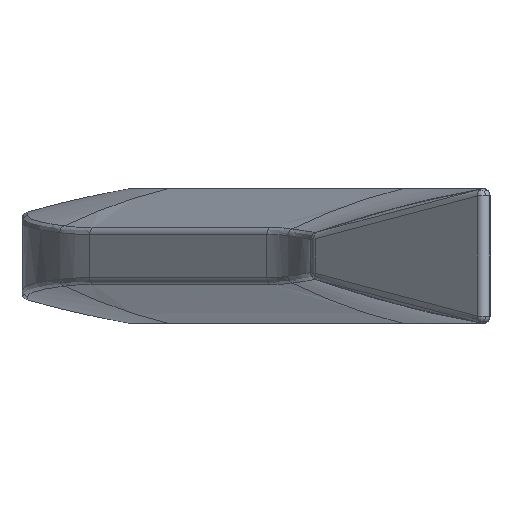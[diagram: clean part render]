
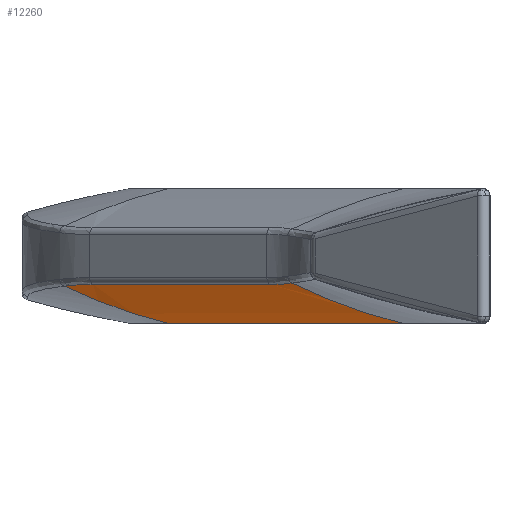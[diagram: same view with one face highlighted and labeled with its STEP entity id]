
A CAD part, left-side view. The second image highlights one B-rep face of the part: STEP entity #12260.
In plain terms, the highlighted cylindrical face has radius 68.618 mm (diameter 137.235 mm), a partial arc.
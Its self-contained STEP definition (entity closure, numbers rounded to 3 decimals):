
#10560=CARTESIAN_POINT('',(-54.419,-1.581,
62.961));
#10570=DIRECTION('',(-0.707,-0.707,0.));
#10580=DIRECTION('',(0.,0.,-1.));
#10590=AXIS2_PLACEMENT_3D('',#10560,#10570,#10580);
#10600=CIRCLE('',#10590,68.618);
#10610=CARTESIAN_POINT('',(-70.296,14.296,
-1.879));
#10620=VERTEX_POINT('',#10610);
#10630=CARTESIAN_POINT('',(-62.607,6.607,
-4.673));
#10640=VERTEX_POINT('',#10630);
#10650=EDGE_CURVE('',#10620,#10640,#10600,.T.);
#11770=CARTESIAN_POINT('',(-38.201,14.636,
62.961));
#11780=DIRECTION('',(-0.707,-0.707,0.));
#11790=DIRECTION('',(0.707,-0.707,0.));
#11800=AXIS2_PLACEMENT_3D('',#11770,#11780,#11790);
#11810=CYLINDRICAL_SURFACE('',#11800,68.618);
#11820=CARTESIAN_POINT('',(-56.133,28.074,
-1.973));
#11830=CARTESIAN_POINT('',(-55.375,28.832,
-1.973));
#11840=CARTESIAN_POINT('',(-54.548,29.503,
-2.011));
#11850=CARTESIAN_POINT('',(-53.652,30.087,
-2.085));
#11860=B_SPLINE_CURVE_WITH_KNOTS('',3,(#11820,#11830,#11840,#11850),
.UNSPECIFIED.,.F.,.F.,(4,4),(0.,0.003),.UNSPECIFIED.);
#11870=CARTESIAN_POINT('',(-56.133,28.074,
-1.973));
#11880=VERTEX_POINT('',#11870);
#11890=CARTESIAN_POINT('',(-53.652,30.087,
-2.085));
#11900=VERTEX_POINT('',#11890);
#11910=EDGE_CURVE('',#11880,#11900,#11860,.T.);
#11920=ORIENTED_EDGE('',*,*,#11910,.T.);
#11930=CARTESIAN_POINT('',(-53.887,30.321,
-1.973));
#11940=DIRECTION('',(0.707,0.707,0.));
#11950=VECTOR('',#11940,1000.);
#11960=LINE('',#11930,#11950);
#11970=CARTESIAN_POINT('',(-68.397,15.811,
-1.973));
#11980=VERTEX_POINT('',#11970);
#11990=EDGE_CURVE('',#11980,#11880,#11960,.T.);
#12000=ORIENTED_EDGE('',*,*,#11990,.T.);
#12010=CARTESIAN_POINT('',(-70.296,14.296,
-1.879));
#12020=CARTESIAN_POINT('',(-69.607,14.729,
-1.942));
#12030=CARTESIAN_POINT('',(-68.974,15.234,
-1.973));
#12040=CARTESIAN_POINT('',(-68.397,15.811,
-1.973));
#12050=B_SPLINE_CURVE_WITH_KNOTS('',3,(#12010,#12020,#12030,#12040),
.UNSPECIFIED.,.F.,.F.,(4,4),(0.,0.002),
.UNSPECIFIED.);
#12060=EDGE_CURVE('',#10620,#11980,#12050,.T.);
#12070=ORIENTED_EDGE('',*,*,#12060,.T.);
#12080=ORIENTED_EDGE('',*,*,#10650,.F.);
#12090=CARTESIAN_POINT('',(-46.39,22.825,
-4.673));
#12100=DIRECTION('',(-0.707,-0.707,0.));
#12110=VECTOR('',#12100,1000.);
#12120=LINE('',#12090,#12110);
#12130=CARTESIAN_POINT('',(-46.39,22.825,
-4.673));
#12140=VERTEX_POINT('',#12130);
#12150=EDGE_CURVE('',#12140,#10640,#12120,.T.);
#12160=ORIENTED_EDGE('',*,*,#12150,.T.);
#12170=CARTESIAN_POINT('',(-38.201,14.636,
62.961));
#12180=DIRECTION('',(-0.707,-0.707,0.));
#12190=DIRECTION('',(0.,0.,-1.));
#12200=AXIS2_PLACEMENT_3D('',#12170,#12180,#12190);
#12210=CIRCLE('',#12200,68.618);
#12220=EDGE_CURVE('',#11900,#12140,#12210,.T.);
#12230=ORIENTED_EDGE('',*,*,#12220,.T.);
#12240=EDGE_LOOP('',(#12230,#12160,#12080,#12070,#12000,#11920));
#12250=FACE_OUTER_BOUND('',#12240,.T.);
#12260=ADVANCED_FACE('',(#12250),#11810,.T.);
